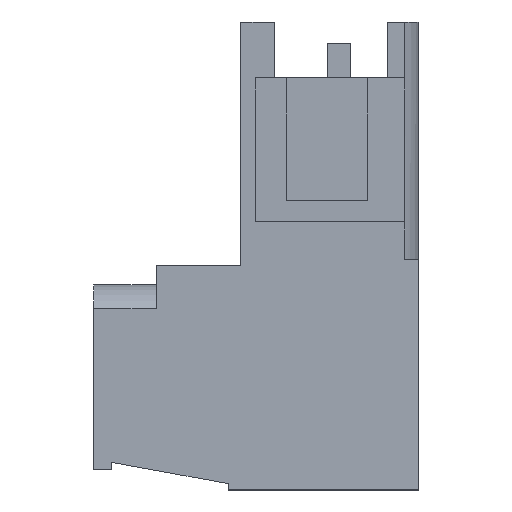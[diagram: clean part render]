
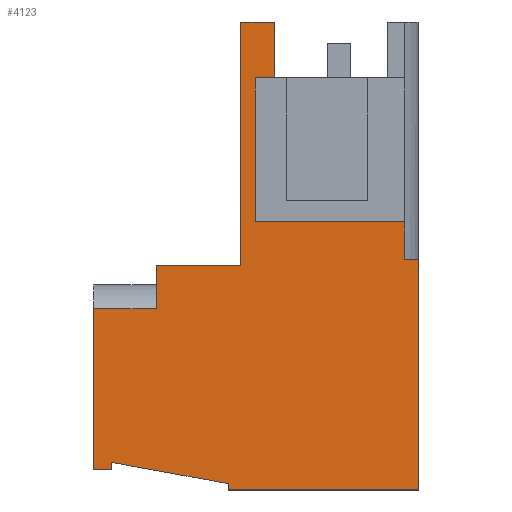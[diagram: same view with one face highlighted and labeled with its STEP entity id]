
A CAD part, left-side view. The second image highlights one B-rep face of the part: STEP entity #4123.
In plain terms, the highlighted planar face has unit normal (-1, 0, 0).
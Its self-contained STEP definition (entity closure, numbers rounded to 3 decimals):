
#1961=AXIS2_PLACEMENT_3D('Plane Axis2P3D',#1958,#1959,#1960) ;
#1943=CARTESIAN_POINT('Vertex',(0.98,6.785,19.415)) ;
#1958=CARTESIAN_POINT('Axis2P3D Location',(0.98,3.66,22.05)) ;
#2063=CARTESIAN_POINT('Vertex',(0.98,0.65,12.635)) ;
#2066=CARTESIAN_POINT('Line Origine',(0.98,0.65,11.743)) ;
#2070=CARTESIAN_POINT('Vertex',(0.98,0.65,10.85)) ;
#2128=CARTESIAN_POINT('Vertex',(0.98,6.785,22.05)) ;
#2131=CARTESIAN_POINT('Line Origine',(0.98,6.785,20.732)) ;
#2818=CARTESIAN_POINT('Line Origine',(0.98,7.23,19.415)) ;
#2822=CARTESIAN_POINT('Vertex',(0.98,7.675,19.415)) ;
#3902=CARTESIAN_POINT('Line Origine',(0.98,0.325,10.85)) ;
#3906=CARTESIAN_POINT('Vertex',(0.98,0.,10.85)) ;
#4001=CARTESIAN_POINT('Vertex',(0.98,7.675,12.635)) ;
#4004=CARTESIAN_POINT('Line Origine',(0.98,4.163,12.635)) ;
#4016=CARTESIAN_POINT('Line Origine',(0.98,7.675,16.025)) ;
#4021=CARTESIAN_POINT('Line Origine',(0.98,7.575,22.05)) ;
#4025=CARTESIAN_POINT('Vertex',(0.98,8.365,22.05)) ;
#4028=CARTESIAN_POINT('Line Origine',(0.98,8.365,16.318)) ;
#4032=CARTESIAN_POINT('Vertex',(0.98,8.365,10.586)) ;
#4035=CARTESIAN_POINT('Line Origine',(0.98,10.358,10.586)) ;
#4039=CARTESIAN_POINT('Vertex',(0.98,12.35,10.586)) ;
#4042=CARTESIAN_POINT('Line Origine',(0.98,12.35,9.568)) ;
#4046=CARTESIAN_POINT('Vertex',(0.98,12.35,8.55)) ;
#4049=CARTESIAN_POINT('Line Origine',(0.98,13.825,8.55)) ;
#4053=CARTESIAN_POINT('Vertex',(0.98,15.3,8.55)) ;
#4056=CARTESIAN_POINT('Line Origine',(0.98,15.3,4.75)) ;
#4060=CARTESIAN_POINT('Vertex',(0.98,15.3,0.95)) ;
#4063=CARTESIAN_POINT('Line Origine',(0.98,14.875,0.95)) ;
#4067=CARTESIAN_POINT('Vertex',(0.98,14.45,0.95)) ;
#4070=CARTESIAN_POINT('Line Origine',(0.98,14.45,1.127)) ;
#4074=CARTESIAN_POINT('Vertex',(0.98,14.45,1.303)) ;
#4077=CARTESIAN_POINT('Line Origine',(0.98,11.705,0.801)) ;
#4081=CARTESIAN_POINT('Vertex',(0.98,8.961,0.299)) ;
#4084=CARTESIAN_POINT('Line Origine',(0.98,8.961,0.149)) ;
#4088=CARTESIAN_POINT('Vertex',(0.98,8.961,0.)) ;
#4091=CARTESIAN_POINT('Line Origine',(0.98,4.48,0.)) ;
#4095=CARTESIAN_POINT('Vertex',(0.98,0.,0.)) ;
#4098=CARTESIAN_POINT('Line Origine',(0.98,0.,5.425)) ;
#1959=DIRECTION('Axis2P3D Direction',(1.,0.,0.)) ;
#1960=DIRECTION('Axis2P3D XDirection',(0.,1.,0.)) ;
#2067=DIRECTION('Vector Direction',(0.,0.,-1.)) ;
#2132=DIRECTION('Vector Direction',(0.,0.,1.)) ;
#2819=DIRECTION('Vector Direction',(0.,-1.,0.)) ;
#3903=DIRECTION('Vector Direction',(0.,-1.,0.)) ;
#4005=DIRECTION('Vector Direction',(0.,-1.,0.)) ;
#4017=DIRECTION('Vector Direction',(0.,0.,-1.)) ;
#4022=DIRECTION('Vector Direction',(0.,-1.,0.)) ;
#4029=DIRECTION('Vector Direction',(0.,0.,-1.)) ;
#4036=DIRECTION('Vector Direction',(0.,-1.,0.)) ;
#4043=DIRECTION('Vector Direction',(0.,0.,1.)) ;
#4050=DIRECTION('Vector Direction',(0.,-1.,0.)) ;
#4057=DIRECTION('Vector Direction',(0.,0.,1.)) ;
#4064=DIRECTION('Vector Direction',(0.,1.,0.)) ;
#4071=DIRECTION('Vector Direction',(0.,0.,-1.)) ;
#4078=DIRECTION('Vector Direction',(0.,-0.984,-0.18)) ;
#4085=DIRECTION('Vector Direction',(0.,0.,-1.)) ;
#4092=DIRECTION('Vector Direction',(0.,-1.,0.)) ;
#4099=DIRECTION('Vector Direction',(0.,0.,-1.)) ;
#2068=VECTOR('Line Direction',#2067,1.) ;
#2133=VECTOR('Line Direction',#2132,1.) ;
#2820=VECTOR('Line Direction',#2819,1.) ;
#3904=VECTOR('Line Direction',#3903,1.) ;
#4006=VECTOR('Line Direction',#4005,1.) ;
#4018=VECTOR('Line Direction',#4017,1.) ;
#4023=VECTOR('Line Direction',#4022,1.) ;
#4030=VECTOR('Line Direction',#4029,1.) ;
#4037=VECTOR('Line Direction',#4036,1.) ;
#4044=VECTOR('Line Direction',#4043,1.) ;
#4051=VECTOR('Line Direction',#4050,1.) ;
#4058=VECTOR('Line Direction',#4057,1.) ;
#4065=VECTOR('Line Direction',#4064,1.) ;
#4072=VECTOR('Line Direction',#4071,1.) ;
#4079=VECTOR('Line Direction',#4078,1.) ;
#4086=VECTOR('Line Direction',#4085,1.) ;
#4093=VECTOR('Line Direction',#4092,1.) ;
#4100=VECTOR('Line Direction',#4099,1.) ;
#4104=ORIENTED_EDGE('',*,*,#4008,.F.) ;
#4105=ORIENTED_EDGE('',*,*,#4020,.T.) ;
#4106=ORIENTED_EDGE('',*,*,#2824,.T.) ;
#4107=ORIENTED_EDGE('',*,*,#2135,.T.) ;
#4108=ORIENTED_EDGE('',*,*,#4027,.F.) ;
#4109=ORIENTED_EDGE('',*,*,#4034,.T.) ;
#4110=ORIENTED_EDGE('',*,*,#4041,.F.) ;
#4111=ORIENTED_EDGE('',*,*,#4048,.F.) ;
#4112=ORIENTED_EDGE('',*,*,#4055,.F.) ;
#4113=ORIENTED_EDGE('',*,*,#4062,.F.) ;
#4114=ORIENTED_EDGE('',*,*,#4069,.F.) ;
#4115=ORIENTED_EDGE('',*,*,#4076,.F.) ;
#4116=ORIENTED_EDGE('',*,*,#4083,.T.) ;
#4117=ORIENTED_EDGE('',*,*,#4090,.T.) ;
#4118=ORIENTED_EDGE('',*,*,#4097,.T.) ;
#4119=ORIENTED_EDGE('',*,*,#4102,.F.) ;
#4120=ORIENTED_EDGE('',*,*,#3908,.F.) ;
#4121=ORIENTED_EDGE('',*,*,#2072,.F.) ;
#4123=ADVANCED_FACE('HOUSING',(#4122),#1962,.F.) ;
#2072=EDGE_CURVE('',#2064,#2071,#2069,.T.) ;
#2135=EDGE_CURVE('',#1944,#2129,#2134,.T.) ;
#2824=EDGE_CURVE('',#2823,#1944,#2821,.T.) ;
#3908=EDGE_CURVE('',#2071,#3907,#3905,.T.) ;
#4008=EDGE_CURVE('',#4002,#2064,#4007,.T.) ;
#4020=EDGE_CURVE('',#4002,#2823,#4019,.F.) ;
#4027=EDGE_CURVE('',#4026,#2129,#4024,.T.) ;
#4034=EDGE_CURVE('',#4026,#4033,#4031,.T.) ;
#4041=EDGE_CURVE('',#4040,#4033,#4038,.T.) ;
#4048=EDGE_CURVE('',#4047,#4040,#4045,.T.) ;
#4055=EDGE_CURVE('',#4054,#4047,#4052,.T.) ;
#4062=EDGE_CURVE('',#4061,#4054,#4059,.T.) ;
#4069=EDGE_CURVE('',#4068,#4061,#4066,.T.) ;
#4076=EDGE_CURVE('',#4075,#4068,#4073,.T.) ;
#4083=EDGE_CURVE('',#4075,#4082,#4080,.T.) ;
#4090=EDGE_CURVE('',#4082,#4089,#4087,.T.) ;
#4097=EDGE_CURVE('',#4089,#4096,#4094,.T.) ;
#4102=EDGE_CURVE('',#3907,#4096,#4101,.T.) ;
#4103=EDGE_LOOP('',(#4104,#4105,#4106,#4107,#4108,#4109,#4110,#4111,#4112,#4113,#4114,#4115,#4116,#4117,#4118,#4119,#4120,#4121)) ;
#4122=FACE_OUTER_BOUND('',#4103,.T.) ;
#2069=LINE('Line',#2066,#2068) ;
#2134=LINE('Line',#2131,#2133) ;
#2821=LINE('Line',#2818,#2820) ;
#3905=LINE('Line',#3902,#3904) ;
#4007=LINE('Line',#4004,#4006) ;
#4019=LINE('Line',#4016,#4018) ;
#4024=LINE('Line',#4021,#4023) ;
#4031=LINE('Line',#4028,#4030) ;
#4038=LINE('Line',#4035,#4037) ;
#4045=LINE('Line',#4042,#4044) ;
#4052=LINE('Line',#4049,#4051) ;
#4059=LINE('Line',#4056,#4058) ;
#4066=LINE('Line',#4063,#4065) ;
#4073=LINE('Line',#4070,#4072) ;
#4080=LINE('Line',#4077,#4079) ;
#4087=LINE('Line',#4084,#4086) ;
#4094=LINE('Line',#4091,#4093) ;
#4101=LINE('Line',#4098,#4100) ;
#1962=PLANE('',#1961) ;
#1944=VERTEX_POINT('',#1943) ;
#2064=VERTEX_POINT('',#2063) ;
#2071=VERTEX_POINT('',#2070) ;
#2129=VERTEX_POINT('',#2128) ;
#2823=VERTEX_POINT('',#2822) ;
#3907=VERTEX_POINT('',#3906) ;
#4002=VERTEX_POINT('',#4001) ;
#4026=VERTEX_POINT('',#4025) ;
#4033=VERTEX_POINT('',#4032) ;
#4040=VERTEX_POINT('',#4039) ;
#4047=VERTEX_POINT('',#4046) ;
#4054=VERTEX_POINT('',#4053) ;
#4061=VERTEX_POINT('',#4060) ;
#4068=VERTEX_POINT('',#4067) ;
#4075=VERTEX_POINT('',#4074) ;
#4082=VERTEX_POINT('',#4081) ;
#4089=VERTEX_POINT('',#4088) ;
#4096=VERTEX_POINT('',#4095) ;
